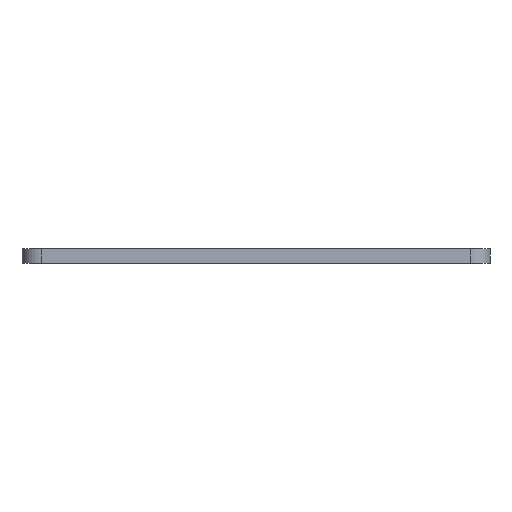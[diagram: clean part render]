
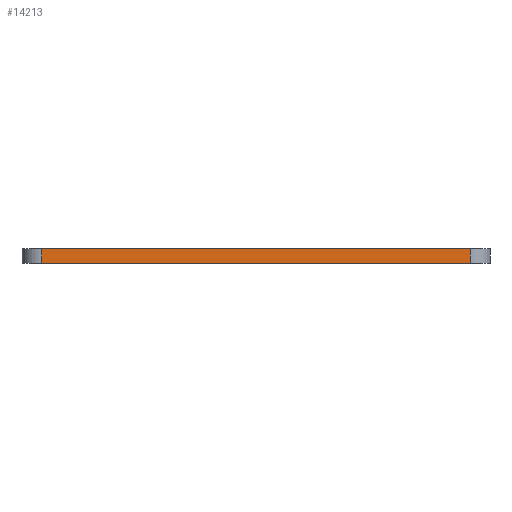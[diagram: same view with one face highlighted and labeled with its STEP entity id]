
A CAD part, left-side view. The second image highlights one B-rep face of the part: STEP entity #14213.
In plain terms, the highlighted planar face has unit normal (-1, 0, 0).
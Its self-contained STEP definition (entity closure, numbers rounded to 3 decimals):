
#537=PLANE('',#15617);
#1231=FACE_OUTER_BOUND('',#2014,.T.);
#2014=EDGE_LOOP('',(#12477,#12478,#12479,#12480));
#2112=LINE('',#19807,#3492);
#2457=LINE('',#21190,#3837);
#2458=LINE('',#21194,#3838);
#3484=LINE('',#23934,#4864);
#3492=VECTOR('',#15642,10.);
#3837=VECTOR('',#16687,10.);
#3838=VECTOR('',#16692,10.);
#4864=VECTOR('',#19778,10.);
#5570=VERTEX_POINT('',#19804);
#5571=VERTEX_POINT('',#19806);
#6259=VERTEX_POINT('',#21188);
#6260=VERTEX_POINT('',#21192);
#6956=EDGE_CURVE('',#5570,#5571,#2112,.T.);
#7648=EDGE_CURVE('',#6259,#5570,#2457,.T.);
#7650=EDGE_CURVE('',#5571,#6260,#2458,.T.);
#9020=EDGE_CURVE('',#6260,#6259,#3484,.T.);
#12477=ORIENTED_EDGE('',*,*,#7648,.F.);
#12478=ORIENTED_EDGE('',*,*,#9020,.F.);
#12479=ORIENTED_EDGE('',*,*,#7650,.F.);
#12480=ORIENTED_EDGE('',*,*,#6956,.F.);
#14213=ADVANCED_FACE('',(#1231),#537,.T.);
#15617=AXIS2_PLACEMENT_3D('',#23933,#19776,#19777);
#15642=DIRECTION('',(0.,1.,0.));
#16687=DIRECTION('',(0.,0.,-1.));
#16692=DIRECTION('',(0.,0.,1.));
#19776=DIRECTION('center_axis',(-1.,0.,0.));
#19777=DIRECTION('ref_axis',(0.,-1.,0.));
#19778=DIRECTION('',(0.,-1.,0.));
#19804=CARTESIAN_POINT('',(-175.1,-76.1,0.));
#19806=CARTESIAN_POINT('',(-175.1,76.1,0.));
#19807=CARTESIAN_POINT('',(-175.1,-83.1,0.));
#21188=CARTESIAN_POINT('',(-175.1,-76.1,5.));
#21190=CARTESIAN_POINT('',(-175.1,-76.1,0.));
#21192=CARTESIAN_POINT('',(-175.1,76.1,5.));
#21194=CARTESIAN_POINT('',(-175.1,76.1,0.));
#23933=CARTESIAN_POINT('Origin',(-175.1,83.1,0.));
#23934=CARTESIAN_POINT('',(-175.1,-83.1,5.));
